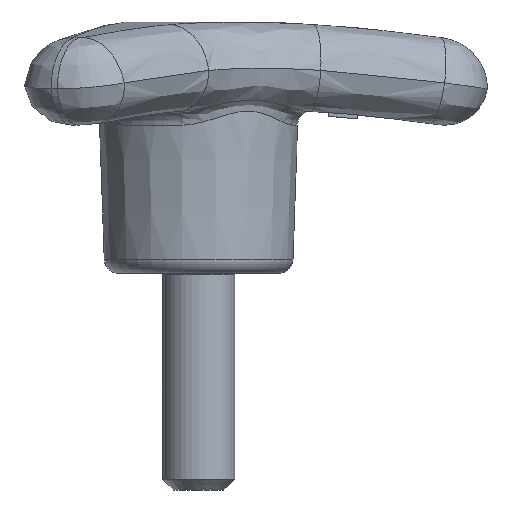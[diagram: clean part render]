
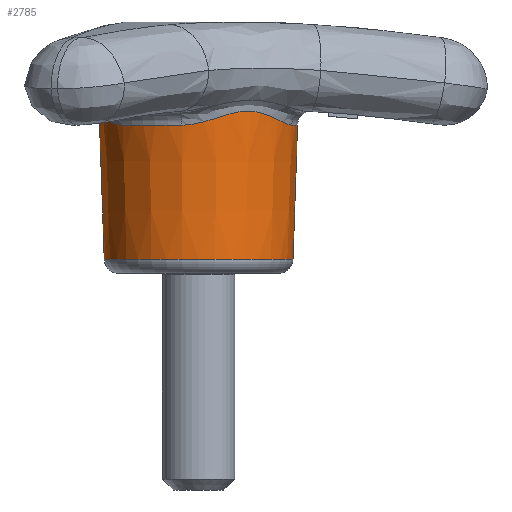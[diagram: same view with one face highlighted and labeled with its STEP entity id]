
A CAD part, front view. The second image highlights one B-rep face of the part: STEP entity #2785.
In plain terms, the highlighted conical face has half-angle 2 degrees and reference radius 13 mm.
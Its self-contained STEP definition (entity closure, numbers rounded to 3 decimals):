
#92=B_SPLINE_CURVE_WITH_KNOTS('',3,(#7259,#7260,#7261,#7262,#7263,#7264,
#7265,#7266,#7267),.UNSPECIFIED.,.F.,.F.,(4,1,1,1,1,1,4),(0.,0.005,
0.007,0.01,0.012,0.015,
0.019),.UNSPECIFIED.);
#96=B_SPLINE_CURVE_WITH_KNOTS('',3,(#7319,#7320,#7321,#7322,#7323,#7324,
#7325,#7326,#7327),.UNSPECIFIED.,.F.,.F.,(4,1,1,1,1,1,4),(0.,0.005,
0.007,0.01,0.012,0.015,
0.019),.UNSPECIFIED.);
#99=B_SPLINE_CURVE_WITH_KNOTS('',3,(#7375,#7376,#7377,#7378,#7379,#7380,
#7381,#7382,#7383),.UNSPECIFIED.,.F.,.F.,(4,1,1,1,1,1,4),(0.,0.005,
0.007,0.01,0.012,0.015,
0.019),.UNSPECIFIED.);
#264=CONICAL_SURFACE('',#3031,13.,0.035);
#702=ORIENTED_EDGE('',*,*,#1107,.T.);
#703=ORIENTED_EDGE('',*,*,#1109,.T.);
#704=ORIENTED_EDGE('',*,*,#1099,.T.);
#705=ORIENTED_EDGE('',*,*,#1104,.T.);
#706=ORIENTED_EDGE('',*,*,#1103,.T.);
#707=ORIENTED_EDGE('',*,*,#1108,.T.);
#708=ORIENTED_EDGE('',*,*,#1110,.T.);
#1099=EDGE_CURVE('',#1323,#1322,#92,.T.);
#1103=EDGE_CURVE('',#1324,#1325,#96,.T.);
#1104=EDGE_CURVE('',#1322,#1324,#1487,.T.);
#1107=EDGE_CURVE('',#1326,#1327,#99,.T.);
#1108=EDGE_CURVE('',#1325,#1326,#1488,.T.);
#1109=EDGE_CURVE('',#1327,#1323,#1489,.T.);
#1110=EDGE_CURVE('',#1328,#1328,#1490,.F.);
#1322=VERTEX_POINT('',#7258);
#1323=VERTEX_POINT('',#7268);
#1324=VERTEX_POINT('',#7312);
#1325=VERTEX_POINT('',#7318);
#1326=VERTEX_POINT('',#7368);
#1327=VERTEX_POINT('',#7374);
#1328=VERTEX_POINT('',#7390);
#1487=CIRCLE('',#3026,13.717);
#1488=CIRCLE('',#3028,13.717);
#1489=CIRCLE('',#3030,13.717);
#1490=CIRCLE('',#3032,13.067);
#1594=EDGE_LOOP('',(#702,#703,#704,#705,#706,#707));
#1595=EDGE_LOOP('',(#708));
#1736=FACE_BOUND('',#1594,.T.);
#1737=FACE_BOUND('',#1595,.T.);
#2785=ADVANCED_FACE('',(#1736,#1737),#264,.T.);
#3026=AXIS2_PLACEMENT_3D('',#7329,#3503,#3504);
#3028=AXIS2_PLACEMENT_3D('',#7385,#3507,#3508);
#3030=AXIS2_PLACEMENT_3D('',#7387,#3511,#3512);
#3031=AXIS2_PLACEMENT_3D('',#7388,#3513,#3514);
#3032=AXIS2_PLACEMENT_3D('',#7389,#3515,#3516);
#3503=DIRECTION('',(0.,0.,-1.));
#3504=DIRECTION('',(-1.,0.,0.));
#3507=DIRECTION('',(0.,0.,-1.));
#3508=DIRECTION('',(-1.,0.,0.));
#3511=DIRECTION('',(0.,0.,-1.));
#3512=DIRECTION('',(-1.,0.,0.));
#3513=DIRECTION('',(0.,0.,1.));
#3514=DIRECTION('',(1.,0.,0.));
#3515=DIRECTION('',(0.,0.,-1.));
#3516=DIRECTION('',(-1.,0.,0.));
#7258=CARTESIAN_POINT('',(-2.334,-13.517,20.523));
#7259=CARTESIAN_POINT('',(12.873,-4.737,20.523));
#7260=CARTESIAN_POINT('',(12.302,-6.288,20.523));
#7261=CARTESIAN_POINT('',(11.097,-8.354,21.239));
#7262=CARTESIAN_POINT('',(8.945,-10.566,22.219));
#7263=CARTESIAN_POINT('',(6.939,-12.002,22.584));
#7264=CARTESIAN_POINT('',(4.702,-13.022,22.226));
#7265=CARTESIAN_POINT('',(1.683,-13.79,21.239));
#7266=CARTESIAN_POINT('',(-0.699,-13.799,20.523));
#7267=CARTESIAN_POINT('',(-2.334,-13.517,20.523));
#7268=CARTESIAN_POINT('',(12.873,-4.737,20.523));
#7312=CARTESIAN_POINT('',(-10.539,-8.779,20.523));
#7318=CARTESIAN_POINT('',(-10.539,8.779,20.523));
#7319=CARTESIAN_POINT('',(-10.539,-8.779,20.523));
#7320=CARTESIAN_POINT('',(-11.596,-7.51,20.523));
#7321=CARTESIAN_POINT('',(-12.783,-5.433,21.239));
#7322=CARTESIAN_POINT('',(-13.623,-2.464,22.219));
#7323=CARTESIAN_POINT('',(-13.864,-0.008,22.584));
#7324=CARTESIAN_POINT('',(-13.629,2.439,22.226));
#7325=CARTESIAN_POINT('',(-12.784,5.437,21.239));
#7326=CARTESIAN_POINT('',(-11.601,7.505,20.523));
#7327=CARTESIAN_POINT('',(-10.539,8.779,20.523));
#7329=CARTESIAN_POINT('',(0.,0.,20.523));
#7368=CARTESIAN_POINT('',(-2.334,13.517,20.523));
#7374=CARTESIAN_POINT('',(12.873,4.737,20.523));
#7375=CARTESIAN_POINT('',(-2.334,13.517,20.523));
#7376=CARTESIAN_POINT('',(-0.704,13.798,20.523));
#7377=CARTESIAN_POINT('',(1.684,13.787,21.238));
#7378=CARTESIAN_POINT('',(4.677,13.031,22.219));
#7379=CARTESIAN_POINT('',(6.923,12.011,22.584));
#7380=CARTESIAN_POINT('',(8.926,10.584,22.226));
#7381=CARTESIAN_POINT('',(11.1,8.353,21.239));
#7382=CARTESIAN_POINT('',(12.3,6.295,20.523));
#7383=CARTESIAN_POINT('',(12.873,4.737,20.523));
#7385=CARTESIAN_POINT('',(0.,0.,20.523));
#7387=CARTESIAN_POINT('',(0.,0.,20.523));
#7388=CARTESIAN_POINT('',(0.,0.,0.));
#7389=CARTESIAN_POINT('',(0.,0.,1.93));
#7390=CARTESIAN_POINT('',(-13.067,0.,1.93));
